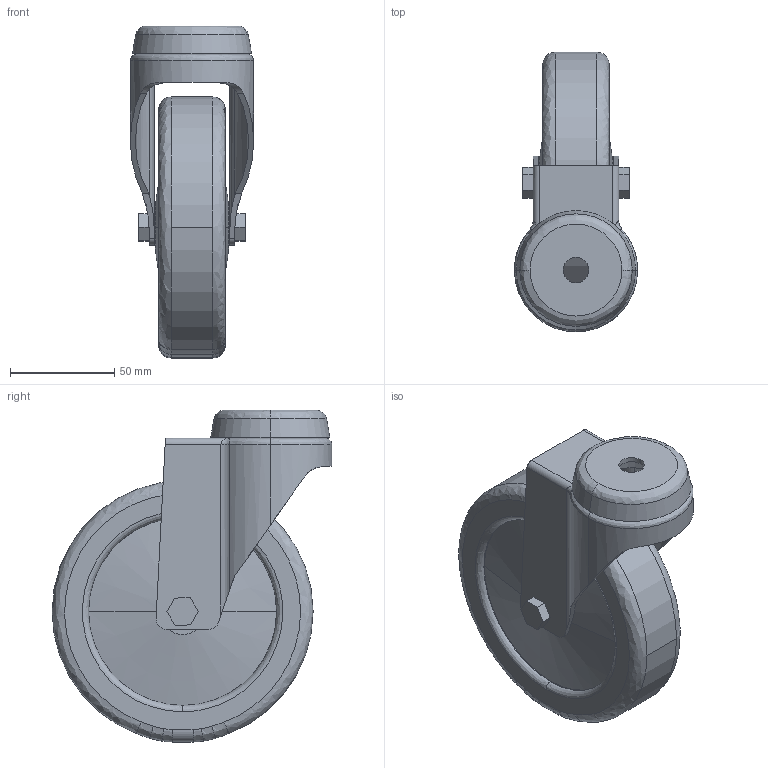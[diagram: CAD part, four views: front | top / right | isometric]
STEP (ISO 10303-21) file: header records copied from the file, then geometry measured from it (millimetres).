
FILE_DESCRIPTION (( 'STEP AP214' ), '1' );
FILE_NAME ('7420190', '2019-02-04T12:25:34', ( '' ), ('JUGARD+KÜNSTNER GmbH'), 'SwSTEP 2.0', 'SolidWorks 2017', '' );
FILE_SCHEMA (( 'AUTOMOTIVE_DESIGN' ));
Length unit declared in the file: millimetre
Products named in the file (1): 7420190_CNAJF00
Bounding box: 59 x 134 x 159 mm (x, y, z)
Volume: 411775.1 mm3; surface area: 71084.7 mm2
Topology: 1 solids, 1 shells, 126 faces, 320 edges, 202 vertices
Faces by surface type: cylinder 47, plane 37, bspline 34, cone 8
Entity records: 6977 total; most frequent: CARTESIAN_POINT 2753, ORIENTED_EDGE 632, DIRECTION 531, EDGE_CURVE 316, AXIS2_PLACEMENT_3D 203, VERTEX_POINT 202, EDGE_LOOP 140, UNCERTAINTY_MEASURE_WITH_UNIT 129
